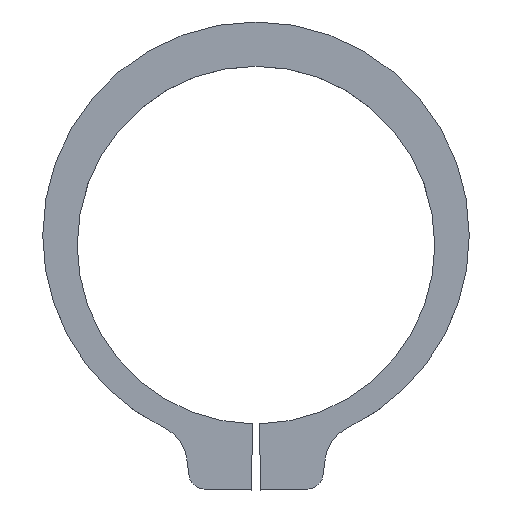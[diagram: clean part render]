
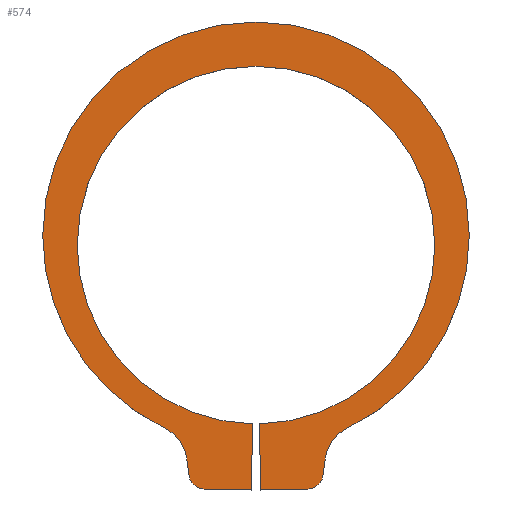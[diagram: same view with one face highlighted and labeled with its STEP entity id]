
A CAD part, top view. The second image highlights one B-rep face of the part: STEP entity #574.
In plain terms, the highlighted planar face has unit normal (0, 0, 1).
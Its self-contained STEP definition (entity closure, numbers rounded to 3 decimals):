
#2 = DIRECTION ( 'NONE',  ( 1., 0., 0. ) ) ;
#3 = CIRCLE ( 'NONE', #580, 5.75 ) ;
#11 = CARTESIAN_POINT ( 'NONE',  ( 3.512, -7.048, 0.4 ) ) ;
#17 = CARTESIAN_POINT ( 'NONE',  ( 0., 0.316, 0.4 ) ) ;
#28 = EDGE_CURVE ( 'NONE', #685, #145, #447, .T. ) ;
#30 = CARTESIAN_POINT ( 'NONE',  ( -0.15, -7.874, 0.4 ) ) ;
#36 = CARTESIAN_POINT ( 'NONE',  ( -1.667, -7.845, 0.4 ) ) ;
#40 = ORIENTED_EDGE ( 'NONE', *, *, #499, .T. ) ;
#44 = VECTOR ( 'NONE', #453, 1000. ) ;
#45 = AXIS2_PLACEMENT_3D ( 'NONE', #355, #134, #2 ) ;
#46 = CARTESIAN_POINT ( 'NONE',  ( -5.75, 0., 0.4 ) ) ;
#53 = VERTEX_POINT ( 'NONE', #491 ) ;
#57 = EDGE_CURVE ( 'NONE', #131, #189, #243, .T. ) ;
#65 = CARTESIAN_POINT ( 'NONE',  ( -1.658, -7.345, 0.4 ) ) ;
#70 = VECTOR ( 'NONE', #290, 1000. ) ;
#73 = AXIS2_PLACEMENT_3D ( 'NONE', #65, #487, #416 ) ;
#86 = AXIS2_PLACEMENT_3D ( 'NONE', #17, #557, #260 ) ;
#90 = CIRCLE ( 'NONE', #86, 6.859 ) ;
#96 = LINE ( 'NONE', #102, #44 ) ;
#98 = CIRCLE ( 'NONE', #73, 0.5 ) ;
#101 = VERTEX_POINT ( 'NONE', #248 ) ;
#102 = CARTESIAN_POINT ( 'NONE',  ( 0.108, -5.674, 0.4 ) ) ;
#104 = EDGE_CURVE ( 'NONE', #189, #626, #98, .T. ) ;
#106 = DIRECTION ( 'NONE',  ( 0.019, 1., 0. ) ) ;
#108 = EDGE_CURVE ( 'NONE', #352, #101, #422, .T. ) ;
#109 = CARTESIAN_POINT ( 'NONE',  ( 0., 0.316, 0.4 ) ) ;
#112 = AXIS2_PLACEMENT_3D ( 'NONE', #707, #354, #649 ) ;
#116 = ORIENTED_EDGE ( 'NONE', *, *, #108, .T. ) ;
#127 = CARTESIAN_POINT ( 'NONE',  ( -2.224, -6.879, 0.4 ) ) ;
#130 = DIRECTION ( 'NONE',  ( 0., 0., 1. ) ) ;
#131 = VERTEX_POINT ( 'NONE', #127 ) ;
#134 = DIRECTION ( 'NONE',  ( 0., 0., 1. ) ) ;
#145 = VERTEX_POINT ( 'NONE', #539 ) ;
#146 = DIRECTION ( 'NONE',  ( 1., 0., 0. ) ) ;
#147 = CARTESIAN_POINT ( 'NONE',  ( 0., 0., 0.4 ) ) ;
#152 = AXIS2_PLACEMENT_3D ( 'NONE', #11, #194, #428 ) ;
#171 = EDGE_CURVE ( 'NONE', #53, #685, #174, .T. ) ;
#174 = CIRCLE ( 'NONE', #435, 5.75 ) ;
#177 = CARTESIAN_POINT ( 'NONE',  ( 0.15, -7.874, 0.4 ) ) ;
#183 = ORIENTED_EDGE ( 'NONE', *, *, #399, .T. ) ;
#187 = DIRECTION ( 'NONE',  ( 0.131, -0.991, 0. ) ) ;
#189 = VERTEX_POINT ( 'NONE', #255 ) ;
#192 = VERTEX_POINT ( 'NONE', #495 ) ;
#194 = DIRECTION ( 'NONE',  ( 0., 0., -1. ) ) ;
#204 = CARTESIAN_POINT ( 'NONE',  ( 0., 0., 0.4 ) ) ;
#208 = CARTESIAN_POINT ( 'NONE',  ( 0., 0., 0.4 ) ) ;
#209 = FACE_OUTER_BOUND ( 'NONE', #632, .T. ) ;
#216 = DIRECTION ( 'NONE',  ( 1., 0., 0. ) ) ;
#229 = CARTESIAN_POINT ( 'NONE',  ( -1.667, -7.845, 0.4 ) ) ;
#231 = VERTEX_POINT ( 'NONE', #748 ) ;
#242 = EDGE_CURVE ( 'NONE', #192, #654, #90, .T. ) ;
#243 = LINE ( 'NONE', #477, #770 ) ;
#248 = CARTESIAN_POINT ( 'NONE',  ( 1.667, -7.845, 0.4 ) ) ;
#249 = EDGE_CURVE ( 'NONE', #231, #53, #3, .T. ) ;
#255 = CARTESIAN_POINT ( 'NONE',  ( -2.154, -7.41, 0.4 ) ) ;
#257 = DIRECTION ( 'NONE',  ( 0., 0., 1. ) ) ;
#260 = DIRECTION ( 'NONE',  ( 1., 0., 0. ) ) ;
#263 = CARTESIAN_POINT ( 'NONE',  ( 1.658, -7.345, 0.4 ) ) ;
#270 = CARTESIAN_POINT ( 'NONE',  ( 6.859, 0.316, 0.4 ) ) ;
#271 = ORIENTED_EDGE ( 'NONE', *, *, #104, .T. ) ;
#275 = VERTEX_POINT ( 'NONE', #575 ) ;
#290 = DIRECTION ( 'NONE',  ( 0.131, 0.991, 0. ) ) ;
#303 = VECTOR ( 'NONE', #106, 1000. ) ;
#315 = CARTESIAN_POINT ( 'NONE',  ( -0.15, -7.874, 0.4 ) ) ;
#316 = EDGE_CURVE ( 'NONE', #654, #131, #383, .T. ) ;
#332 = VECTOR ( 'NONE', #569, 1000. ) ;
#334 = LINE ( 'NONE', #229, #332 ) ;
#335 = ORIENTED_EDGE ( 'NONE', *, *, #171, .F. ) ;
#344 = DIRECTION ( 'NONE',  ( 0., 0., 1. ) ) ;
#346 = CIRCLE ( 'NONE', #152, 1.3 ) ;
#349 = EDGE_CURVE ( 'NONE', #641, #192, #506, .T. ) ;
#352 = VERTEX_POINT ( 'NONE', #177 ) ;
#354 = DIRECTION ( 'NONE',  ( 0., 0., -1. ) ) ;
#355 = CARTESIAN_POINT ( 'NONE',  ( 0., 0., 0.4 ) ) ;
#357 = ORIENTED_EDGE ( 'NONE', *, *, #544, .T. ) ;
#365 = DIRECTION ( 'NONE',  ( 1., 0., 0. ) ) ;
#378 = ORIENTED_EDGE ( 'NONE', *, *, #389, .T. ) ;
#383 = CIRCLE ( 'NONE', #112, 1.3 ) ;
#389 = EDGE_CURVE ( 'NONE', #275, #400, #644, .T. ) ;
#399 = EDGE_CURVE ( 'NONE', #741, #641, #558, .T. ) ;
#400 = VERTEX_POINT ( 'NONE', #660 ) ;
#414 = CARTESIAN_POINT ( 'NONE',  ( 2.154, -7.41, 0.4 ) ) ;
#416 = DIRECTION ( 'NONE',  ( 1., 0., 0. ) ) ;
#421 = AXIS2_PLACEMENT_3D ( 'NONE', #263, #130, #365 ) ;
#422 = LINE ( 'NONE', #656, #700 ) ;
#424 = ORIENTED_EDGE ( 'NONE', *, *, #713, .T. ) ;
#428 = DIRECTION ( 'NONE',  ( 1., 0., 0. ) ) ;
#435 = AXIS2_PLACEMENT_3D ( 'NONE', #204, #564, #146 ) ;
#442 = PLANE ( 'NONE',  #720 ) ;
#447 = CIRCLE ( 'NONE', #45, 5.75 ) ;
#453 = DIRECTION ( 'NONE',  ( 0.019, -1., 0. ) ) ;
#477 = CARTESIAN_POINT ( 'NONE',  ( -2.224, -6.879, 0.4 ) ) ;
#487 = DIRECTION ( 'NONE',  ( 0., 0., 1. ) ) ;
#491 = CARTESIAN_POINT ( 'NONE',  ( 5.75, 0., 0.4 ) ) ;
#495 = CARTESIAN_POINT ( 'NONE',  ( -6.859, 0.316, 0.4 ) ) ;
#499 = EDGE_CURVE ( 'NONE', #400, #741, #346, .T. ) ;
#504 = DIRECTION ( 'NONE',  ( 0., 0., 1. ) ) ;
#505 = ORIENTED_EDGE ( 'NONE', *, *, #349, .T. ) ;
#506 = CIRCLE ( 'NONE', #607, 6.859 ) ;
#514 = CARTESIAN_POINT ( 'NONE',  ( 2.953, -5.875, 0.4 ) ) ;
#522 = ORIENTED_EDGE ( 'NONE', *, *, #316, .T. ) ;
#528 = ORIENTED_EDGE ( 'NONE', *, *, #249, .F. ) ;
#536 = DIRECTION ( 'NONE',  ( 1., 0.019, 0. ) ) ;
#539 = CARTESIAN_POINT ( 'NONE',  ( -0.11, -5.749, 0.4 ) ) ;
#544 = EDGE_CURVE ( 'NONE', #101, #275, #755, .T. ) ;
#549 = DIRECTION ( 'NONE',  ( 1., 0., 0. ) ) ;
#557 = DIRECTION ( 'NONE',  ( 0., 0., 1. ) ) ;
#558 = CIRCLE ( 'NONE', #576, 6.859 ) ;
#564 = DIRECTION ( 'NONE',  ( 0., 0., 1. ) ) ;
#569 = DIRECTION ( 'NONE',  ( 1., -0.019, 0. ) ) ;
#574 = ADVANCED_FACE ( 'NONE', ( #209 ), #442, .T. ) ;
#575 = CARTESIAN_POINT ( 'NONE',  ( 2.154, -7.41, 0.4 ) ) ;
#576 = AXIS2_PLACEMENT_3D ( 'NONE', #109, #344, #581 ) ;
#580 = AXIS2_PLACEMENT_3D ( 'NONE', #208, #504, #216 ) ;
#581 = DIRECTION ( 'NONE',  ( 1., 0., 0. ) ) ;
#585 = ORIENTED_EDGE ( 'NONE', *, *, #733, .T. ) ;
#586 = CARTESIAN_POINT ( 'NONE',  ( 0., 0.316, 0.4 ) ) ;
#590 = VERTEX_POINT ( 'NONE', #315 ) ;
#592 = DIRECTION ( 'NONE',  ( 1., 0., 0. ) ) ;
#597 = DIRECTION ( 'NONE',  ( 0., 0., 1. ) ) ;
#607 = AXIS2_PLACEMENT_3D ( 'NONE', #586, #597, #592 ) ;
#619 = ORIENTED_EDGE ( 'NONE', *, *, #57, .T. ) ;
#626 = VERTEX_POINT ( 'NONE', #36 ) ;
#628 = LINE ( 'NONE', #30, #303 ) ;
#632 = EDGE_LOOP ( 'NONE', ( #528, #424, #116, #357, #378, #40, #183, #505, #701, #522, #619, #271, #585, #646, #673, #335 ) ) ;
#641 = VERTEX_POINT ( 'NONE', #270 ) ;
#644 = LINE ( 'NONE', #414, #70 ) ;
#646 = ORIENTED_EDGE ( 'NONE', *, *, #664, .T. ) ;
#649 = DIRECTION ( 'NONE',  ( 1., 0., 0. ) ) ;
#654 = VERTEX_POINT ( 'NONE', #753 ) ;
#656 = CARTESIAN_POINT ( 'NONE',  ( 0.15, -7.874, 0.4 ) ) ;
#660 = CARTESIAN_POINT ( 'NONE',  ( 2.224, -6.879, 0.4 ) ) ;
#664 = EDGE_CURVE ( 'NONE', #590, #145, #628, .T. ) ;
#673 = ORIENTED_EDGE ( 'NONE', *, *, #28, .F. ) ;
#685 = VERTEX_POINT ( 'NONE', #46 ) ;
#700 = VECTOR ( 'NONE', #536, 1000. ) ;
#701 = ORIENTED_EDGE ( 'NONE', *, *, #242, .T. ) ;
#707 = CARTESIAN_POINT ( 'NONE',  ( -3.512, -7.048, 0.4 ) ) ;
#713 = EDGE_CURVE ( 'NONE', #231, #352, #96, .T. ) ;
#720 = AXIS2_PLACEMENT_3D ( 'NONE', #147, #257, #549 ) ;
#733 = EDGE_CURVE ( 'NONE', #626, #590, #334, .T. ) ;
#741 = VERTEX_POINT ( 'NONE', #514 ) ;
#748 = CARTESIAN_POINT ( 'NONE',  ( 0.11, -5.749, 0.4 ) ) ;
#753 = CARTESIAN_POINT ( 'NONE',  ( -2.953, -5.875, 0.4 ) ) ;
#755 = CIRCLE ( 'NONE', #421, 0.5 ) ;
#770 = VECTOR ( 'NONE', #187, 1000. ) ;
